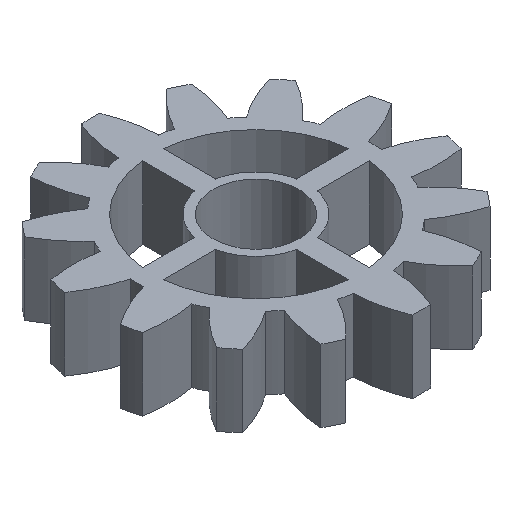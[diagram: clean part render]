
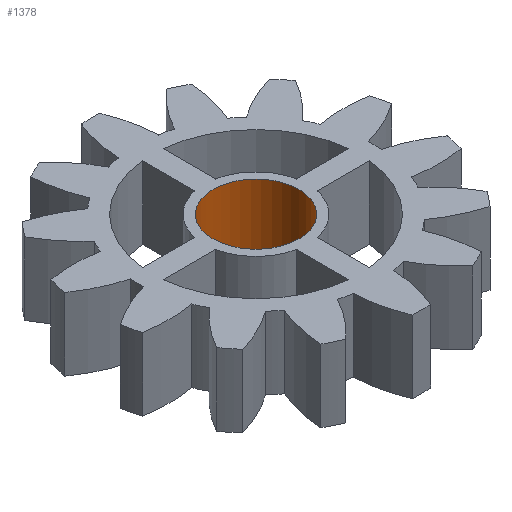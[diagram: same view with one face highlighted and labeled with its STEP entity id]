
A CAD part, isometric view. The second image highlights one B-rep face of the part: STEP entity #1378.
In plain terms, the highlighted cylindrical face has radius 4.15 mm (diameter 8.3 mm), a full revolution.
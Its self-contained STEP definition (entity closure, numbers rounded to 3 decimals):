
#32=CIRCLE('',#1481,4.15);
#33=CIRCLE('',#1482,4.15);
#160=CYLINDRICAL_SURFACE('',#1480,4.15);
#227=FACE_OUTER_BOUND('',#302,.T.);
#302=EDGE_LOOP('',(#942,#943,#944,#945));
#391=LINE('',#2207,#480);
#480=VECTOR('',#1707,4.15);
#569=VERTEX_POINT('',#2204);
#570=VERTEX_POINT('',#2206);
#719=EDGE_CURVE('',#569,#569,#32,.T.);
#720=EDGE_CURVE('',#569,#570,#391,.T.);
#721=EDGE_CURVE('',#570,#570,#33,.T.);
#942=ORIENTED_EDGE('',*,*,#719,.F.);
#943=ORIENTED_EDGE('',*,*,#720,.T.);
#944=ORIENTED_EDGE('',*,*,#721,.F.);
#945=ORIENTED_EDGE('',*,*,#720,.F.);
#1378=ADVANCED_FACE('',(#227),#160,.F.);
#1480=AXIS2_PLACEMENT_3D('',#2203,#1703,#1704);
#1481=AXIS2_PLACEMENT_3D('',#2205,#1705,#1706);
#1482=AXIS2_PLACEMENT_3D('',#2208,#1708,#1709);
#1703=DIRECTION('center_axis',(0.,0.,-1.));
#1704=DIRECTION('ref_axis',(1.,0.,0.));
#1705=DIRECTION('center_axis',(0.,0.,-1.));
#1706=DIRECTION('ref_axis',(1.,0.,0.));
#1707=DIRECTION('',(0.,0.,-1.));
#1708=DIRECTION('center_axis',(0.,0.,1.));
#1709=DIRECTION('ref_axis',(1.,0.,0.));
#2203=CARTESIAN_POINT('Origin',(0.,0.,7.));
#2204=CARTESIAN_POINT('',(-4.15,0.,7.));
#2205=CARTESIAN_POINT('Origin',(0.,0.,7.));
#2206=CARTESIAN_POINT('',(-4.15,0.,0.));
#2207=CARTESIAN_POINT('',(-4.15,0.,7.));
#2208=CARTESIAN_POINT('Origin',(0.,0.,0.));
